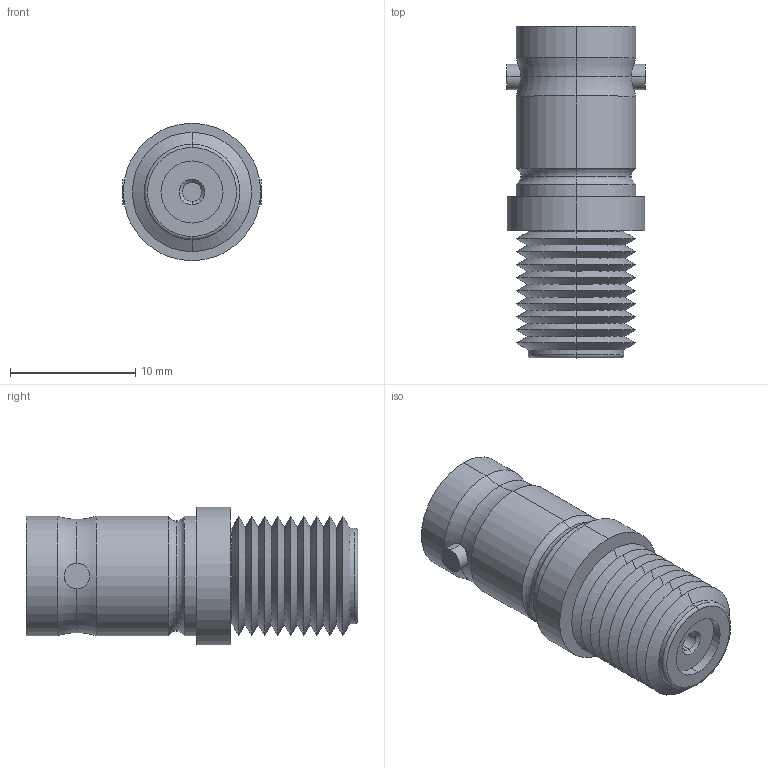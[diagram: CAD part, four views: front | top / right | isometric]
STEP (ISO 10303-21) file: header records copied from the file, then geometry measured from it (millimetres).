
FILE_DESCRIPTION (( 'STEP AP203' ), '1' );
FILE_NAME ('BA220.STEP', '2006-06-30T19:24:37', ( ' ' ), ( ' ' ), 'SwSTEP 2.0', 'SolidWorks 2005354', '' );
FILE_SCHEMA (( 'CONFIG_CONTROL_DESIGN' ));
Length unit declared in the file: inch
Products named in the file (1): BA220
Bounding box: 11.05 x 26.5 x 10.97 mm (x, y, z)
Volume: 1387 mm3; surface area: 1545.6 mm2
Topology: 1 solids, 1 shells, 85 faces, 170 edges, 94 vertices
Faces by surface type: cone 38, cylinder 26, plane 11, torus 10
Entity records: 2321 total; most frequent: DIRECTION 440, CARTESIAN_POINT 418, ORIENTED_EDGE 340, AXIS2_PLACEMENT_3D 188, EDGE_CURVE 170, CIRCLE 102, VERTEX_POINT 94, EDGE_LOOP 92
